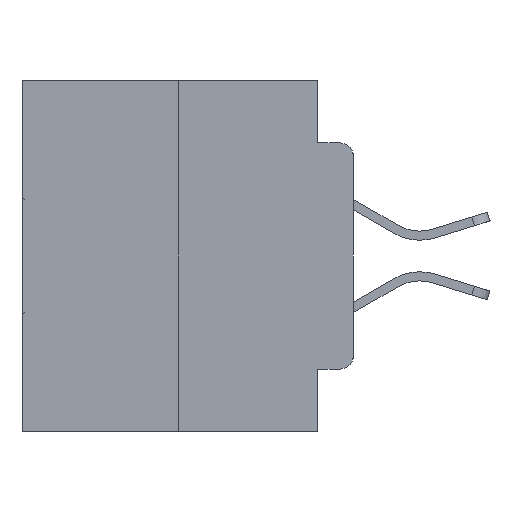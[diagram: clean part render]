
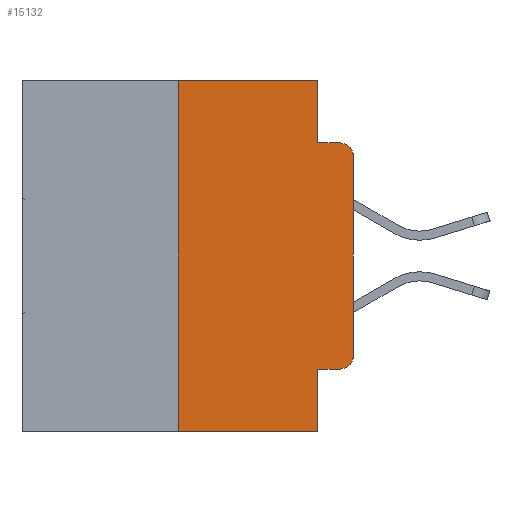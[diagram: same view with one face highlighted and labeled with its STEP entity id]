
A CAD part, left-side view. The second image highlights one B-rep face of the part: STEP entity #15132.
In plain terms, the highlighted planar face has unit normal (-1, 0, 0).
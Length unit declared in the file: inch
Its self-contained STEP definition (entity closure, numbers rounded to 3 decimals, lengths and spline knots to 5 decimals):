
#442 = DIRECTION ( 'NONE',  ( 0., 0., -1. ) ) ;
#736 = VERTEX_POINT ( 'NONE', #5978 ) ;
#1000 = VERTEX_POINT ( 'NONE', #20902 ) ;
#1139 = CIRCLE ( 'NONE', #7296, 0.02 ) ;
#1362 = CARTESIAN_POINT ( 'NONE',  ( 0., 0.473, 0. ) ) ;
#1457 = EDGE_CURVE ( 'NONE', #1000, #19180, #1139, .T. ) ;
#2119 = VECTOR ( 'NONE', #6036, 39.37008 ) ;
#3272 = LINE ( 'NONE', #7568, #14749 ) ;
#3396 = EDGE_LOOP ( 'NONE', ( #6923, #6891, #6566, #6369, #6157, #4681, #4481, #13811, #22421, #18188 ) ) ;
#3813 = CARTESIAN_POINT ( 'NONE',  ( 0., 0., -0.3915 ) ) ;
#4265 = LINE ( 'NONE', #24613, #27538 ) ;
#4345 = DIRECTION ( 'NONE',  ( 0., -1., 0. ) ) ;
#4375 = EDGE_CURVE ( 'NONE', #23953, #18702, #4265, .T. ) ;
#4380 = LINE ( 'NONE', #16772, #22460 ) ;
#4481 = ORIENTED_EDGE ( 'NONE', *, *, #4375, .T. ) ;
#4559 = VECTOR ( 'NONE', #9415, 39.37008 ) ;
#4681 = ORIENTED_EDGE ( 'NONE', *, *, #17384, .F. ) ;
#5222 = DIRECTION ( 'NONE',  ( 0., 0., 1. ) ) ;
#5283 = FACE_OUTER_BOUND ( 'NONE', #3396, .T. ) ;
#5541 = CARTESIAN_POINT ( 'NONE',  ( 0., 0.051, -0.0885 ) ) ;
#5978 = CARTESIAN_POINT ( 'NONE',  ( 0., 0.25, 0. ) ) ;
#6036 = DIRECTION ( 'NONE',  ( 0., -1., 0. ) ) ;
#6157 = ORIENTED_EDGE ( 'NONE', *, *, #6364, .F. ) ;
#6357 = CIRCLE ( 'NONE', #21444, 0.02 ) ;
#6364 = EDGE_CURVE ( 'NONE', #736, #8477, #20278, .T. ) ;
#6369 = ORIENTED_EDGE ( 'NONE', *, *, #23384, .F. ) ;
#6566 = ORIENTED_EDGE ( 'NONE', *, *, #20352, .F. ) ;
#6594 = LINE ( 'NONE', #25051, #16571 ) ;
#6891 = ORIENTED_EDGE ( 'NONE', *, *, #1457, .T. ) ;
#6923 = ORIENTED_EDGE ( 'NONE', *, *, #18321, .T. ) ;
#7296 = AXIS2_PLACEMENT_3D ( 'NONE', #27529, #10007, #27730 ) ;
#7402 = PLANE ( 'NONE',  #13806 ) ;
#7568 = CARTESIAN_POINT ( 'NONE',  ( 0., 0., 0. ) ) ;
#8477 = VERTEX_POINT ( 'NONE', #26907 ) ;
#8537 = DIRECTION ( 'NONE',  ( -1., 0., 0. ) ) ;
#9236 = EDGE_CURVE ( 'NONE', #21673, #10486, #6357, .T. ) ;
#9415 = DIRECTION ( 'NONE',  ( 0., 0., -1. ) ) ;
#9528 = CARTESIAN_POINT ( 'NONE',  ( 0., 0.051, 0. ) ) ;
#9788 = VERTEX_POINT ( 'NONE', #19563 ) ;
#10007 = DIRECTION ( 'NONE',  ( -1., 0., 0. ) ) ;
#10486 = VERTEX_POINT ( 'NONE', #3813 ) ;
#10687 = LINE ( 'NONE', #25098, #4559 ) ;
#10772 = EDGE_CURVE ( 'NONE', #9788, #21673, #6594, .T. ) ;
#11791 = DIRECTION ( 'NONE',  ( 0., 0., -1. ) ) ;
#13806 = AXIS2_PLACEMENT_3D ( 'NONE', #27598, #14251, #442 ) ;
#13811 = ORIENTED_EDGE ( 'NONE', *, *, #18872, .F. ) ;
#14251 = DIRECTION ( 'NONE',  ( 1., 0., 0. ) ) ;
#14749 = VECTOR ( 'NONE', #5222, 39.37008 ) ;
#15132 = ADVANCED_FACE ( 'NONE', ( #5283 ), #7402, .F. ) ;
#15168 = CARTESIAN_POINT ( 'NONE',  ( 0., 0.02, -0.0885 ) ) ;
#15523 = LINE ( 'NONE', #28550, #20748 ) ;
#15915 = LINE ( 'NONE', #9528, #27033 ) ;
#16571 = VECTOR ( 'NONE', #27277, 39.37008 ) ;
#16772 = CARTESIAN_POINT ( 'NONE',  ( 0., 0.051, -0.0885 ) ) ;
#17384 = EDGE_CURVE ( 'NONE', #23953, #736, #15523, .T. ) ;
#17404 = CARTESIAN_POINT ( 'NONE',  ( 0., 0.02, -0.4115 ) ) ;
#18188 = ORIENTED_EDGE ( 'NONE', *, *, #9236, .T. ) ;
#18321 = EDGE_CURVE ( 'NONE', #10486, #1000, #3272, .T. ) ;
#18702 = VERTEX_POINT ( 'NONE', #20150 ) ;
#18872 = EDGE_CURVE ( 'NONE', #9788, #18702, #15915, .T. ) ;
#18914 = DIRECTION ( 'NONE',  ( 0., -1., 0. ) ) ;
#19180 = VERTEX_POINT ( 'NONE', #15168 ) ;
#19563 = CARTESIAN_POINT ( 'NONE',  ( 0., 0.051, -0.4115 ) ) ;
#20150 = CARTESIAN_POINT ( 'NONE',  ( 0., 0.051, -0.5 ) ) ;
#20278 = LINE ( 'NONE', #1362, #2119 ) ;
#20352 = EDGE_CURVE ( 'NONE', #27432, #19180, #4380, .T. ) ;
#20748 = VECTOR ( 'NONE', #26429, 39.37008 ) ;
#20902 = CARTESIAN_POINT ( 'NONE',  ( 0., 0., -0.1085 ) ) ;
#21444 = AXIS2_PLACEMENT_3D ( 'NONE', #22046, #8537, #24289 ) ;
#21673 = VERTEX_POINT ( 'NONE', #17404 ) ;
#22046 = CARTESIAN_POINT ( 'NONE',  ( 0., 0.02, -0.3915 ) ) ;
#22421 = ORIENTED_EDGE ( 'NONE', *, *, #10772, .T. ) ;
#22460 = VECTOR ( 'NONE', #18914, 39.37008 ) ;
#23384 = EDGE_CURVE ( 'NONE', #8477, #27432, #10687, .T. ) ;
#23953 = VERTEX_POINT ( 'NONE', #24171 ) ;
#24171 = CARTESIAN_POINT ( 'NONE',  ( 0., 0.25, -0.5 ) ) ;
#24289 = DIRECTION ( 'NONE',  ( 0., 0., -1. ) ) ;
#24613 = CARTESIAN_POINT ( 'NONE',  ( 0., 0.473, -0.5 ) ) ;
#25051 = CARTESIAN_POINT ( 'NONE',  ( 0., 0.051, -0.4115 ) ) ;
#25098 = CARTESIAN_POINT ( 'NONE',  ( 0., 0.051, 0. ) ) ;
#26429 = DIRECTION ( 'NONE',  ( 0., 0., 1. ) ) ;
#26907 = CARTESIAN_POINT ( 'NONE',  ( 0., 0.051, 0. ) ) ;
#27033 = VECTOR ( 'NONE', #11791, 39.37008 ) ;
#27277 = DIRECTION ( 'NONE',  ( 0., -1., 0. ) ) ;
#27432 = VERTEX_POINT ( 'NONE', #5541 ) ;
#27529 = CARTESIAN_POINT ( 'NONE',  ( 0., 0.02, -0.1085 ) ) ;
#27538 = VECTOR ( 'NONE', #4345, 39.37008 ) ;
#27598 = CARTESIAN_POINT ( 'NONE',  ( 0., 0.473, 0. ) ) ;
#27730 = DIRECTION ( 'NONE',  ( 0., 0., -1. ) ) ;
#28550 = CARTESIAN_POINT ( 'NONE',  ( 0., 0.25, 0. ) ) ;
